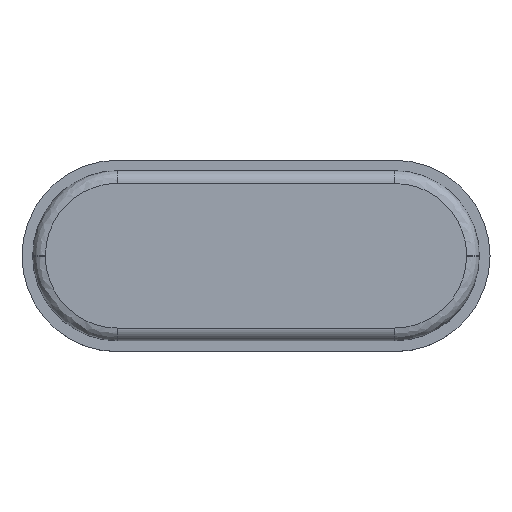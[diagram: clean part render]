
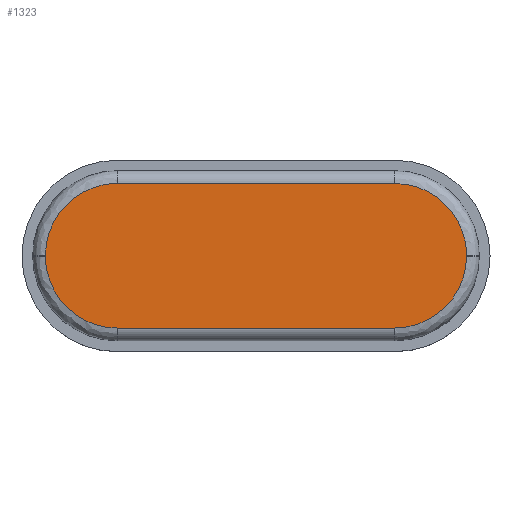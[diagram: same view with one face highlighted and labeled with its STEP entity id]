
A CAD part, top view. The second image highlights one B-rep face of the part: STEP entity #1323.
In plain terms, the highlighted planar face has unit normal (0, 0, 1).
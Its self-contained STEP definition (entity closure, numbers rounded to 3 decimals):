
#8 = VECTOR ( 'NONE', #1266, 1000. ) ;
#66 = CARTESIAN_POINT ( 'NONE',  ( 5.69, 1.696, 3.6 ) ) ;
#126 = CARTESIAN_POINT ( 'NONE',  ( -2.5, 0.006, 3.6 ) ) ;
#262 = ORIENTED_EDGE ( 'NONE', *, *, #1300, .F. ) ;
#286 = ORIENTED_EDGE ( 'NONE', *, *, #1514, .F. ) ;
#288 = VECTOR ( 'NONE', #1394, 1000. ) ;
#294 = EDGE_CURVE ( 'NONE', #925, #514, #1630, .T. ) ;
#338 = EDGE_CURVE ( 'NONE', #925, #1370, #1722, .T. ) ;
#342 = LINE ( 'NONE', #1528, #288 ) ;
#366 = CARTESIAN_POINT ( 'NONE',  ( 6.68, -1.696, 3.6 ) ) ;
#374 = CARTESIAN_POINT ( 'NONE',  ( -1.8, -1.696, 3.6 ) ) ;
#383 = VERTEX_POINT ( 'NONE', #1464 ) ;
#386 = LINE ( 'NONE', #718, #8 ) ;
#406 = CARTESIAN_POINT ( 'NONE',  ( -2.5, 1.996, 3.6 ) ) ;
#409 = ORIENTED_EDGE ( 'NONE', *, *, #294, .F. ) ;
#474 = CARTESIAN_POINT ( 'NONE',  ( 5.69, -1.696, 3.6 ) ) ;
#499 =( BOUNDED_CURVE ( )  B_SPLINE_CURVE ( 3, ( #1440, #1158, #366, #1307 ),
 .UNSPECIFIED., .F., .F. ) 
 B_SPLINE_CURVE_WITH_KNOTS ( ( 4, 4 ),
 ( 0., 1. ),
 .UNSPECIFIED. ) 
 CURVE ( )  GEOMETRIC_REPRESENTATION_ITEM ( )  RATIONAL_B_SPLINE_CURVE ( ( 1., 0.805, 0.805, 1. ) ) 
 REPRESENTATION_ITEM ( '' )  );
#500 = VERTEX_POINT ( 'NONE', #1651 ) ;
#514 = VERTEX_POINT ( 'NONE', #593 ) ;
#524 = CARTESIAN_POINT ( 'NONE',  ( -2.5, -0.006, 3.6 ) ) ;
#591 = DIRECTION ( 'NONE',  ( 0., 0., 1. ) ) ;
#593 = CARTESIAN_POINT ( 'NONE',  ( -0.81, 1.696, 3.6 ) ) ;
#615 = CARTESIAN_POINT ( 'NONE',  ( 6.68, 1.696, 3.6 ) ) ;
#620 = VERTEX_POINT ( 'NONE', #474 ) ;
#698 = EDGE_CURVE ( 'NONE', #1337, #383, #386, .T. ) ;
#710 = DIRECTION ( 'NONE',  ( -1., 0., 0. ) ) ;
#718 = CARTESIAN_POINT ( 'NONE',  ( 7.38, 0.006, 3.6 ) ) ;
#724 = CARTESIAN_POINT ( 'NONE',  ( -2.5, -0.006, 3.6 ) ) ;
#739 = CARTESIAN_POINT ( 'NONE',  ( 7.38, 0.996, 3.6 ) ) ;
#801 = CARTESIAN_POINT ( 'NONE',  ( -0.81, 1.696, 3.6 ) ) ;
#833 = EDGE_CURVE ( 'NONE', #500, #1370, #1045, .T. ) ;
#853 = CARTESIAN_POINT ( 'NONE',  ( 7.38, 0.006, 3.6 ) ) ;
#875 = VECTOR ( 'NONE', #710, 1000. ) ;
#920 = ORIENTED_EDGE ( 'NONE', *, *, #1764, .F. ) ;
#925 = VERTEX_POINT ( 'NONE', #1310 ) ;
#935 = AXIS2_PLACEMENT_3D ( 'NONE', #1406, #591, #1547 ) ;
#979 = FACE_OUTER_BOUND ( 'NONE', #1692, .T. ) ;
#1007 = CARTESIAN_POINT ( 'NONE',  ( -0.81, -1.696, 3.6 ) ) ;
#1018 = CARTESIAN_POINT ( 'NONE',  ( 7.38, 0.006, 3.6 ) ) ;
#1045 =( BOUNDED_CURVE ( )  B_SPLINE_CURVE ( 3, ( #1007, #374, #1329, #524 ),
 .UNSPECIFIED., .F., .F. ) 
 B_SPLINE_CURVE_WITH_KNOTS ( ( 4, 4 ),
 ( 0., 1. ),
 .UNSPECIFIED. ) 
 CURVE ( )  GEOMETRIC_REPRESENTATION_ITEM ( )  RATIONAL_B_SPLINE_CURVE ( ( 1., 0.805, 0.805, 1. ) ) 
 REPRESENTATION_ITEM ( '' )  );
#1088 = ORIENTED_EDGE ( 'NONE', *, *, #833, .F. ) ;
#1125 = ORIENTED_EDGE ( 'NONE', *, *, #698, .F. ) ;
#1146 = EDGE_CURVE ( 'NONE', #1287, #1337, #1407, .T. ) ;
#1158 = CARTESIAN_POINT ( 'NONE',  ( 7.38, -0.996, 3.6 ) ) ;
#1247 = CARTESIAN_POINT ( 'NONE',  ( 5.69, 1.696, 3.6 ) ) ;
#1266 = DIRECTION ( 'NONE',  ( 0., -1., 0. ) ) ;
#1286 = LINE ( 'NONE', #1392, #875 ) ;
#1287 = VERTEX_POINT ( 'NONE', #1247 ) ;
#1300 = EDGE_CURVE ( 'NONE', #620, #500, #1286, .T. ) ;
#1307 = CARTESIAN_POINT ( 'NONE',  ( 5.69, -1.696, 3.6 ) ) ;
#1310 = CARTESIAN_POINT ( 'NONE',  ( -2.5, 0.006, 3.6 ) ) ;
#1323 = ADVANCED_FACE ( 'NONE', ( #979 ), #1669, .T. ) ;
#1329 = CARTESIAN_POINT ( 'NONE',  ( -2.5, -0.996, 3.6 ) ) ;
#1337 = VERTEX_POINT ( 'NONE', #853 ) ;
#1356 = VECTOR ( 'NONE', #1633, 1000. ) ;
#1370 = VERTEX_POINT ( 'NONE', #724 ) ;
#1392 = CARTESIAN_POINT ( 'NONE',  ( 5.69, -1.696, 3.6 ) ) ;
#1394 = DIRECTION ( 'NONE',  ( 1., 0., 0. ) ) ;
#1406 = CARTESIAN_POINT ( 'NONE',  ( -2.8, 1.996, 3.6 ) ) ;
#1407 =( BOUNDED_CURVE ( )  B_SPLINE_CURVE ( 3, ( #66, #615, #739, #1018 ),
 .UNSPECIFIED., .F., .F. ) 
 B_SPLINE_CURVE_WITH_KNOTS ( ( 4, 4 ),
 ( 0., 1. ),
 .UNSPECIFIED. ) 
 CURVE ( )  GEOMETRIC_REPRESENTATION_ITEM ( )  RATIONAL_B_SPLINE_CURVE ( ( 1., 0.805, 0.805, 1. ) ) 
 REPRESENTATION_ITEM ( '' )  );
#1413 = ORIENTED_EDGE ( 'NONE', *, *, #1146, .F. ) ;
#1440 = CARTESIAN_POINT ( 'NONE',  ( 7.38, -0.006, 3.6 ) ) ;
#1464 = CARTESIAN_POINT ( 'NONE',  ( 7.38, -0.006, 3.6 ) ) ;
#1483 = CARTESIAN_POINT ( 'NONE',  ( -1.8, 1.696, 3.6 ) ) ;
#1514 = EDGE_CURVE ( 'NONE', #514, #1287, #342, .T. ) ;
#1528 = CARTESIAN_POINT ( 'NONE',  ( -0.81, 1.696, 3.6 ) ) ;
#1540 = ORIENTED_EDGE ( 'NONE', *, *, #338, .T. ) ;
#1547 = DIRECTION ( 'NONE',  ( 1., 0., 0. ) ) ;
#1628 = CARTESIAN_POINT ( 'NONE',  ( -2.5, 0.996, 3.6 ) ) ;
#1630 =( BOUNDED_CURVE ( )  B_SPLINE_CURVE ( 3, ( #126, #1628, #1483, #801 ),
 .UNSPECIFIED., .F., .F. ) 
 B_SPLINE_CURVE_WITH_KNOTS ( ( 4, 4 ),
 ( 0., 1. ),
 .UNSPECIFIED. ) 
 CURVE ( )  GEOMETRIC_REPRESENTATION_ITEM ( )  RATIONAL_B_SPLINE_CURVE ( ( 1., 0.805, 0.805, 1. ) ) 
 REPRESENTATION_ITEM ( '' )  );
#1633 = DIRECTION ( 'NONE',  ( 0., -1., 0. ) ) ;
#1651 = CARTESIAN_POINT ( 'NONE',  ( -0.81, -1.696, 3.6 ) ) ;
#1669 = PLANE ( 'NONE',  #935 ) ;
#1692 = EDGE_LOOP ( 'NONE', ( #1125, #1413, #286, #409, #1540, #1088, #262, #920 ) ) ;
#1722 = LINE ( 'NONE', #406, #1356 ) ;
#1764 = EDGE_CURVE ( 'NONE', #383, #620, #499, .T. ) ;
